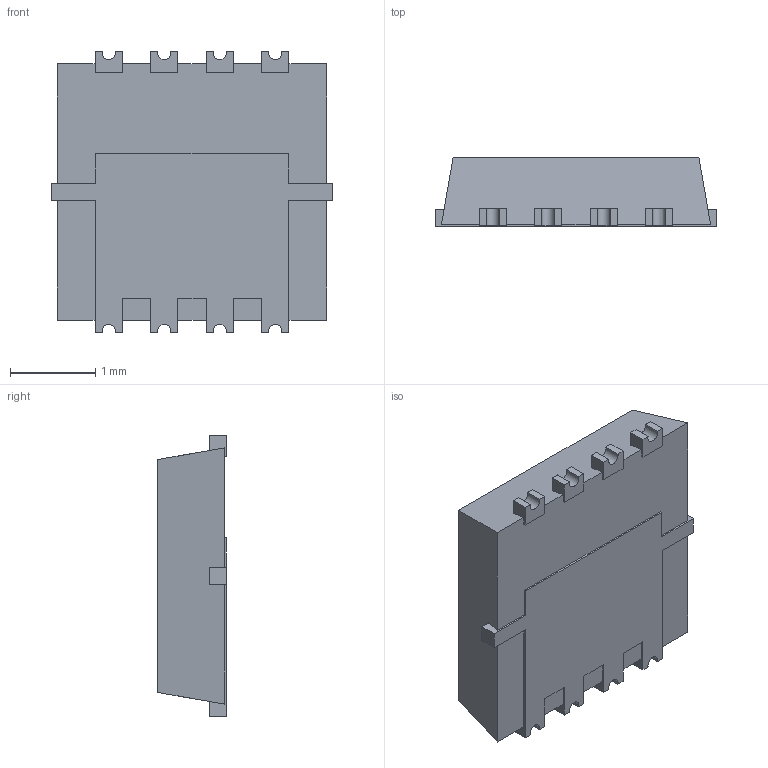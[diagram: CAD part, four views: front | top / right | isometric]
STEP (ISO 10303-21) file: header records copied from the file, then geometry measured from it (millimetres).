
FILE_DESCRIPTION (( 'STEP AP214' ), '1' );
FILE_NAME ('Nexperia BUK6Q12-40PJ.STEP', '2025-09-25T12:42:04', ( '' ), ( '' ), 'SwSTEP 2.0', 'SolidWorks 2023', '' );
FILE_SCHEMA (( 'AUTOMOTIVE_DESIGN' ));
Length unit declared in the file: millimetre
Products named in the file (1): Nexperia BUK6Q12-40PJ
Bounding box: 3.3 x 0.8 x 3.3 mm (x, y, z)
Volume: 6.9 mm3; surface area: 41.4 mm2
Topology: 6 solids, 6 shells, 119 faces, 318 edges, 212 vertices
Faces by surface type: plane 105, cylinder 14
Entity records: 5037 total; most frequent: CARTESIAN_POINT 650, ORIENTED_EDGE 636, DIRECTION 586, EDGE_CURVE 318, VECTOR 290, LINE 290, VERTEX_POINT 212, AXIS2_PLACEMENT_3D 148
